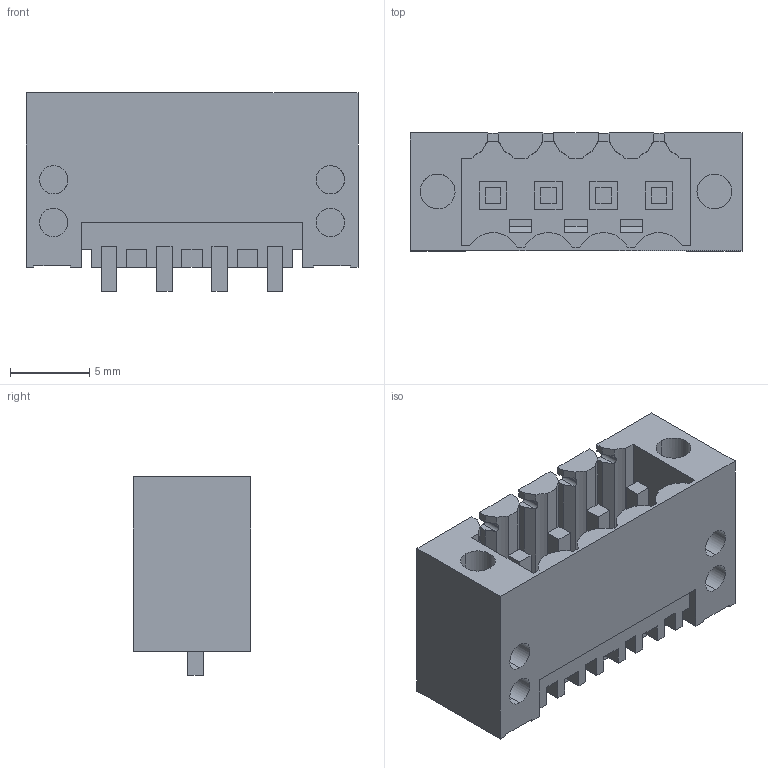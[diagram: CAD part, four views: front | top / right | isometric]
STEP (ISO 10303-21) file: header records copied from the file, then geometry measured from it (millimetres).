
FILE_DESCRIPTION(('CATIA V5 STEP Exchange','CAx-IF Rec.Pracs.--- Model Styling and Organization---1.2---2011-12-15'),'2;1');
FILE_NAME ('D1455598_0_1760982001_1760982001.stp','2018-03-20T08:52:26+00:00',('none'),('Weidmueller'),'CATIA Version 5-6 Release 2014','CATIA V5 STEP AP214','none');
FILE_SCHEMA(('AUTOMOTIVE_DESIGN { 1 0 10303 214 1 1 1 1 }'));
Length unit declared in the file: millimetre
Products named in the file (1): 1760982001
Bounding box: 21 x 7.45 x 12.55 mm (x, y, z)
Volume: 889.7 mm3; surface area: 1951.3 mm2
Topology: 5 solids, 5 shells, 394 faces, 1115 edges, 752 vertices
Faces by surface type: plane 344, cylinder 50
Entity records: 13387 total; most frequent: CARTESIAN_POINT 2862, ORIENTED_EDGE 2230, DIRECTION 1827, EDGE_CURVE 1115, VECTOR 999, LINE 999, VERTEX_POINT 752, AXIS2_PLACEMENT_3D 434
